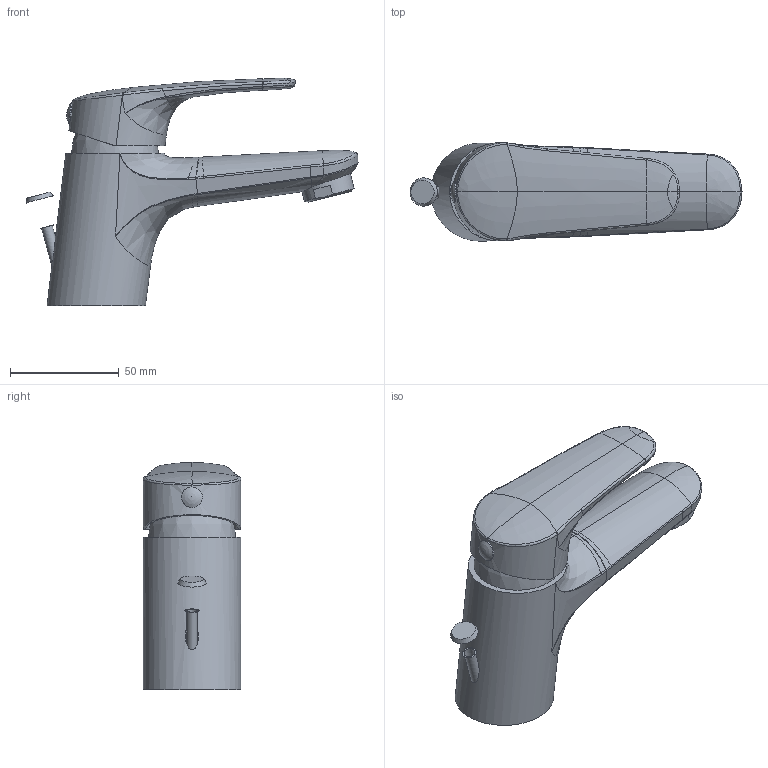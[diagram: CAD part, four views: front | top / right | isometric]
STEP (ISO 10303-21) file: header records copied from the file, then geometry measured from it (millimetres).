
FILE_DESCRIPTION(/* description */ (''),/* implementation_level */ '2;1');
FILE_NAME(/* name */ '3D_TVW105141110_O.step',/* time_stamp */ '2023-01-11T15:12:45+01:00',/* author */ (''),/* organization */ (''),/* preprocessor_version */ 'ST-DEVELOPER v19.2',/* originating_system */ 'Autodesk Translation Framework v11.17.0.187',/* authorisation */ '');
FILE_SCHEMA (('AUTOMOTIVE_DESIGN { 1 0 10303 214 3 1 1 }'));
Length unit declared in the file: millimetre
Products named in the file (11): (Nicht gespeichert); 3D_TVW105141110_O.NovoStart; Komponente2; Komponente3; Komponente4; Komponente5; Komponente7; Komponente8; Komponente9; Komponente10; Komponente6
Assembly tree (10 placements, depth 3):
  (Nicht gespeichert)
    3D_TVW105141110_O.NovoStart
      Komponente2
      Komponente3
      Komponente4
      Komponente5
      Komponente7
      Komponente8
      Komponente9
      Komponente10
      Komponente6
Bounding box: 152.54 x 45 x 104.46 mm (x, y, z)
Volume: 196440.8 mm3; surface area: 44881.3 mm2
Topology: 7 solids, 7 shells, 259 faces, 629 edges, 387 vertices
Faces by surface type: bspline 121, plane 62, cylinder 55, cone 11, torus 7, sphere 3
Full cylindrical faces by diameter (mm): 4.2 x1, 5 x1, 5.2 x1, 6 x1, 7 x1, 9.5 x1, 17.4 x1, 18 x1, 18.9 x1, 19.5 x1, 20 x1, 20.4 x1, 21 x2, 22.3 x1, 23.5 x2, 25 x1, 33.5 x1, 35.8 x1, 45 x1
Entity records: 22149 total; most frequent: CARTESIAN_POINT 16548, ORIENTED_EDGE 1244, DIRECTION 906, EDGE_CURVE 622, VERTEX_POINT 387, AXIS2_PLACEMENT_3D 383, EDGE_LOOP 283, FACE_OUTER_BOUND 259
